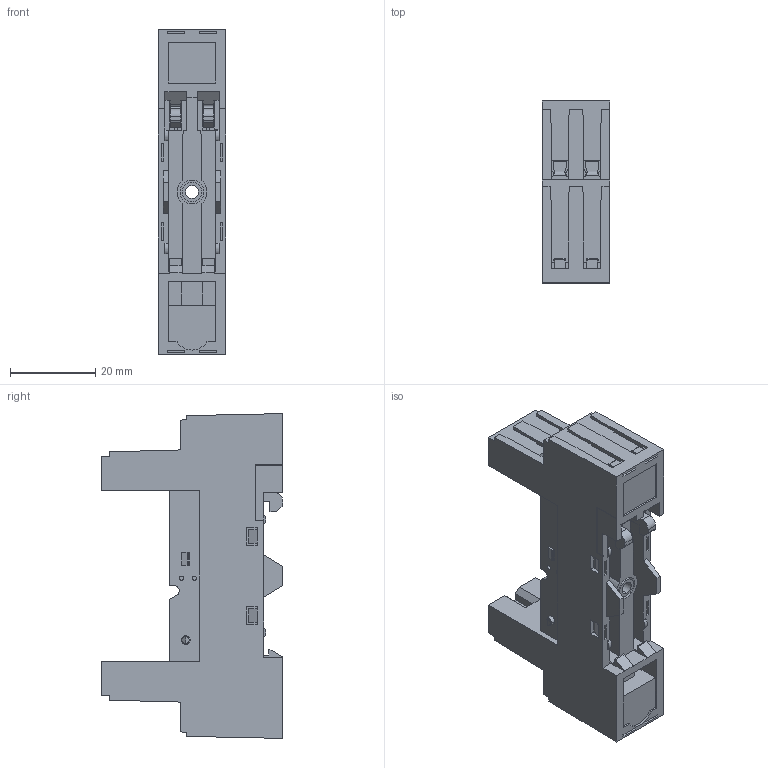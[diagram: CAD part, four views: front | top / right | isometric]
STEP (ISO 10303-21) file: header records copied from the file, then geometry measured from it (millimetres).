
FILE_DESCRIPTION (( 'STEP AP214' ), '1' );
FILE_NAME ('PYF-012BE_2.STEP', '2021-02-09T04:58:05', ( 'managet2' ), ( '' ), 'SwSTEP 2.0', 'SolidWorks 2016', '' );
FILE_SCHEMA (( 'AUTOMOTIVE_DESIGN' ));
Length unit declared in the file: millimetre
Products named in the file (9): 咈懤錪-1; PYF-012BE_2-1; PYF-012BE_2
Assembly tree (6 placements, depth 2):
  咈懤錪-1
  咈懤錪-1
  咈懤錪-1
  PYF-012BE_2-1
  PYF-012BE_2
    PYF-012BE_2-1
    咈懤錪-1  x5
Bounding box: 15.7 x 42.5 x 76 mm (x, y, z)
Surface area: 15538 mm2 (no closed solid volume)
Topology: 0 solids, 34 shells, 1472 faces, 3891 edges, 2520 vertices
Faces by surface type: plane 1238, cylinder 197, bspline 33, cone 4
Entity records: 28471 total; most frequent: CARTESIAN_POINT 5818, ORIENTED_EDGE 4710, DIRECTION 4231, EDGE_CURVE 2355, VECTOR 2069, LINE 2069, VERTEX_POINT 1540, AXIS2_PLACEMENT_3D 1081
